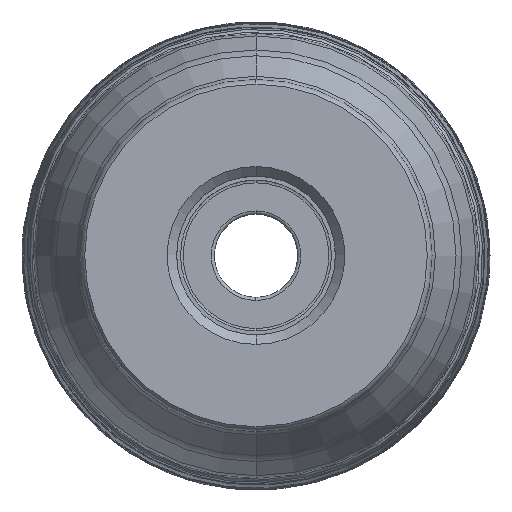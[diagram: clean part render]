
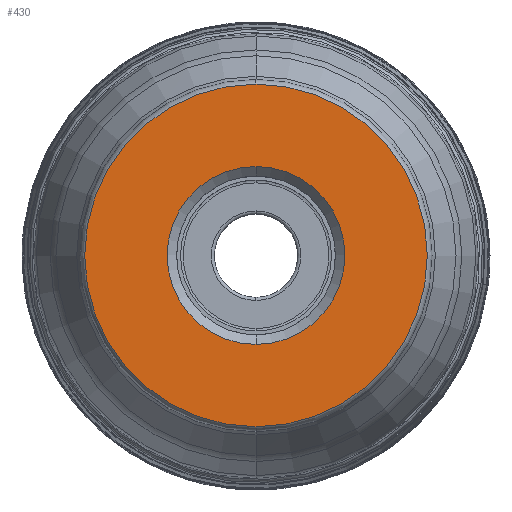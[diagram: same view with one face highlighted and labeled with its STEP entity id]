
A CAD part, top view. The second image highlights one B-rep face of the part: STEP entity #430.
In plain terms, the highlighted planar face has unit normal (0, 0, 1).
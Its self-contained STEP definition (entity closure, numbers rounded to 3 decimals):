
#163=PLANE('',#3963);
#175=FACE_BOUND('',#854,.T.);
#176=FACE_BOUND('',#855,.T.);
#430=ADVANCED_FACE('',(#175,#176),#163,.T.);
#854=EDGE_LOOP('',(#1622,#1623,#1624,#1625));
#855=EDGE_LOOP('',(#1626,#1627));
#1622=ORIENTED_EDGE('',*,*,#2452,.T.);
#1623=ORIENTED_EDGE('',*,*,#2453,.T.);
#1624=ORIENTED_EDGE('',*,*,#2454,.F.);
#1625=ORIENTED_EDGE('',*,*,#2455,.F.);
#1626=ORIENTED_EDGE('',*,*,#2449,.F.);
#1627=ORIENTED_EDGE('',*,*,#2451,.F.);
#2018=VERTEX_POINT('',#7693);
#2019=VERTEX_POINT('',#7695);
#2020=VERTEX_POINT('',#7701);
#2021=VERTEX_POINT('',#7702);
#2022=VERTEX_POINT('',#7704);
#2023=VERTEX_POINT('',#7706);
#2449=EDGE_CURVE('',#2018,#2019,#2979,.T.);
#2451=EDGE_CURVE('',#2019,#2018,#2980,.T.);
#2452=EDGE_CURVE('',#2020,#2021,#2981,.T.);
#2453=EDGE_CURVE('',#2021,#2022,#2982,.T.);
#2454=EDGE_CURVE('',#2023,#2022,#2983,.T.);
#2455=EDGE_CURVE('',#2020,#2023,#2984,.T.);
#2979=CIRCLE('',#3955,11.225);
#2980=CIRCLE('',#3957,11.225);
#2981=CIRCLE('',#3959,21.625);
#2982=CIRCLE('',#3960,21.625);
#2983=CIRCLE('',#3961,21.625);
#2984=CIRCLE('',#3962,21.625);
#3955=AXIS2_PLACEMENT_3D('',#7694,#5028,#5029);
#3957=AXIS2_PLACEMENT_3D('',#7698,#5033,#5034);
#3959=AXIS2_PLACEMENT_3D('',#7700,#5037,#5038);
#3960=AXIS2_PLACEMENT_3D('',#7703,#5039,#5040);
#3961=AXIS2_PLACEMENT_3D('',#7705,#5041,#5042);
#3962=AXIS2_PLACEMENT_3D('',#7707,#5043,#5044);
#3963=AXIS2_PLACEMENT_3D('',#7708,#5045,#5046);
#5028=DIRECTION('',(0.,0.,1.));
#5029=DIRECTION('',(0.,-1.,0.));
#5033=DIRECTION('',(0.,0.,1.));
#5034=DIRECTION('',(0.,1.,0.));
#5037=DIRECTION('',(0.,0.,1.));
#5038=DIRECTION('',(0.,-1.,0.));
#5039=DIRECTION('',(0.,0.,1.));
#5040=DIRECTION('',(0.,-1.,0.));
#5041=DIRECTION('',(0.,0.,-1.));
#5042=DIRECTION('',(0.,1.,0.));
#5043=DIRECTION('',(0.,0.,-1.));
#5044=DIRECTION('',(0.,1.,0.));
#5045=DIRECTION('',(0.,0.,1.));
#5046=DIRECTION('',(0.,-1.,0.));
#7693=CARTESIAN_POINT('',(0.,-11.225,0.));
#7694=CARTESIAN_POINT('',(0.,0.,0.));
#7695=CARTESIAN_POINT('',(0.,11.225,0.));
#7698=CARTESIAN_POINT('',(0.,0.,0.));
#7700=CARTESIAN_POINT('',(0.,0.,0.));
#7701=CARTESIAN_POINT('',(-0.016,21.625,0.));
#7702=CARTESIAN_POINT('',(0.,-21.625,0.));
#7703=CARTESIAN_POINT('',(0.,0.,0.));
#7704=CARTESIAN_POINT('',(0.016,-21.625,0.));
#7705=CARTESIAN_POINT('',(0.,0.,0.));
#7706=CARTESIAN_POINT('',(0.,21.625,0.));
#7707=CARTESIAN_POINT('',(0.,0.,0.));
#7708=CARTESIAN_POINT('',(0.,0.,0.));
